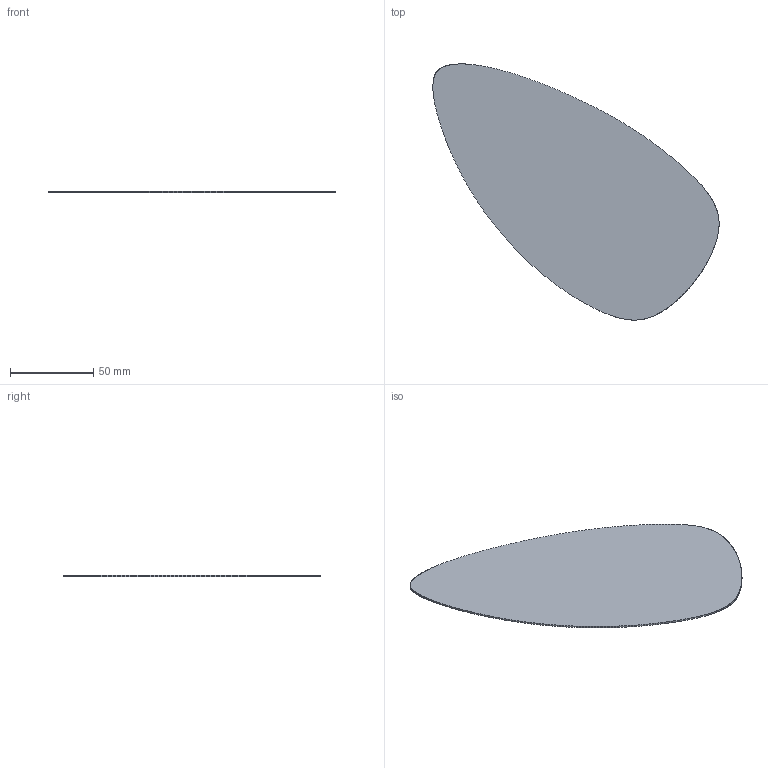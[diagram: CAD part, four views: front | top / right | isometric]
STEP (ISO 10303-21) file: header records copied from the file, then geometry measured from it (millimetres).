
FILE_DESCRIPTION(('Open CASCADE Model'),'2;1');
FILE_NAME('Open CASCADE Shape Model','2022-12-22T14:47:07',('Author'),( 'Open CASCADE'),'Open CASCADE STEP processor 6.8','Open CASCADE 6.8' ,'Unknown');
FILE_SCHEMA(('AUTOMOTIVE_DESIGN { 1 0 10303 214 1 1 1 1 }'));
Length unit declared in the file: millimetre
Products named in the file (3): PCB; Board; Open CASCADE STEP translator 6.8 2.1.1
Assembly tree (2 placements, depth 3):
  PCB
    Board
      Open CASCADE STEP translator 6.8 2.1.1
Bounding box: 171.5 x 153.5 x 1.02 mm (x, y, z)
Volume: 16263 mm3; surface area: 32237.7 mm2
Topology: 1 solids, 1 shells, 796 faces, 2382 edges, 1588 vertices
Faces by surface type: plane 796
Entity records: 26283 total; most frequent: CARTESIAN_POINT 4769, ORIENTED_EDGE 4764, DIRECTION 3980, EDGE_CURVE 2382, LINE 2382, VECTOR 2382, VERTEX_POINT 1588, AXIS2_PLACEMENT_3D 799
